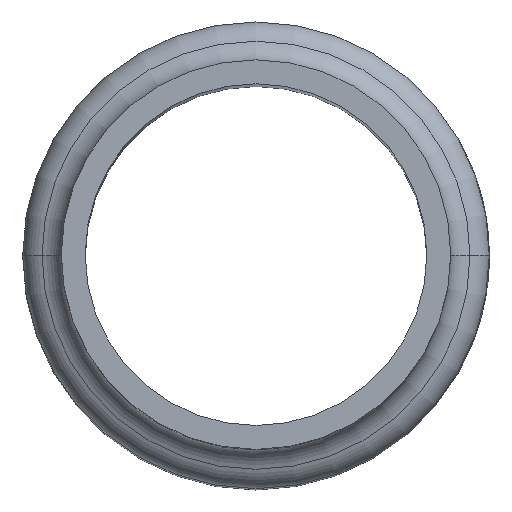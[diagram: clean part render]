
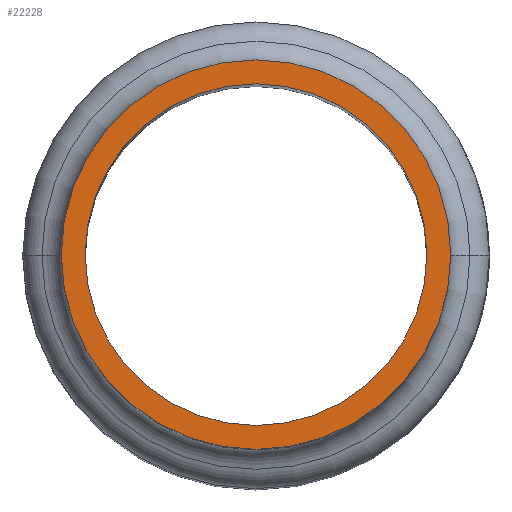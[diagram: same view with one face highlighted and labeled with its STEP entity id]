
A CAD part, top view. The second image highlights one B-rep face of the part: STEP entity #22228.
In plain terms, the highlighted planar face has unit normal (0, 0, 1).
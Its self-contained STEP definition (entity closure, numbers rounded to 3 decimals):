
#426 = ORIENTED_EDGE ( 'NONE', *, *, #20514, .F. ) ;
#437 = EDGE_LOOP ( 'NONE', ( #16059, #4039 ) ) ;
#498 = AXIS2_PLACEMENT_3D ( 'NONE', #3746, #5921, #1272 ) ;
#549 = VERTEX_POINT ( 'NONE', #3200 ) ;
#926 = FACE_BOUND ( 'NONE', #10590, .T. ) ;
#1272 = DIRECTION ( 'NONE',  ( 1., 0., 0. ) ) ;
#1660 = DIRECTION ( 'NONE',  ( 0., 0., 1. ) ) ;
#3200 = CARTESIAN_POINT ( 'NONE',  ( -18.6, 0., 0. ) ) ;
#3355 = CIRCLE ( 'NONE', #25357, 21.2 ) ;
#3746 = CARTESIAN_POINT ( 'NONE',  ( 0., 0., 0. ) ) ;
#4039 = ORIENTED_EDGE ( 'NONE', *, *, #18528, .T. ) ;
#4110 = DIRECTION ( 'NONE',  ( 1., 0., 0. ) ) ;
#4906 = PLANE ( 'NONE',  #24933 ) ;
#5752 = CIRCLE ( 'NONE', #498, 21.2 ) ;
#5767 = DIRECTION ( 'NONE',  ( 1., 0., 0. ) ) ;
#5921 = DIRECTION ( 'NONE',  ( 0., 0., 1. ) ) ;
#8904 = CARTESIAN_POINT ( 'NONE',  ( 0., 19.6, 0. ) ) ;
#9307 = DIRECTION ( 'NONE',  ( -1., 0., 0. ) ) ;
#9755 = CARTESIAN_POINT ( 'NONE',  ( -21.2, 0., 0. ) ) ;
#10590 = EDGE_LOOP ( 'NONE', ( #14748, #426 ) ) ;
#11281 = CIRCLE ( 'NONE', #26708, 18.6 ) ;
#12107 = VERTEX_POINT ( 'NONE', #13780 ) ;
#12852 = VERTEX_POINT ( 'NONE', #9755 ) ;
#13024 = CIRCLE ( 'NONE', #16553, 18.6 ) ;
#13780 = CARTESIAN_POINT ( 'NONE',  ( 18.6, 0., 0. ) ) ;
#14169 = DIRECTION ( 'NONE',  ( 0., 0., 1. ) ) ;
#14465 = CARTESIAN_POINT ( 'NONE',  ( 0., 0., 0. ) ) ;
#14748 = ORIENTED_EDGE ( 'NONE', *, *, #21340, .F. ) ;
#14867 = CARTESIAN_POINT ( 'NONE',  ( 0., 0., 0. ) ) ;
#15533 = VERTEX_POINT ( 'NONE', #22499 ) ;
#16059 = ORIENTED_EDGE ( 'NONE', *, *, #21051, .T. ) ;
#16553 = AXIS2_PLACEMENT_3D ( 'NONE', #14867, #16669, #4110 ) ;
#16669 = DIRECTION ( 'NONE',  ( 0., 0., 1. ) ) ;
#18528 = EDGE_CURVE ( 'NONE', #12852, #15533, #5752, .T. ) ;
#20123 = DIRECTION ( 'NONE',  ( 1., 0., 0. ) ) ;
#20514 = EDGE_CURVE ( 'NONE', #549, #12107, #13024, .T. ) ;
#21051 = EDGE_CURVE ( 'NONE', #15533, #12852, #3355, .T. ) ;
#21340 = EDGE_CURVE ( 'NONE', #12107, #549, #11281, .T. ) ;
#22006 = DIRECTION ( 'NONE',  ( 0., 0., -1. ) ) ;
#22228 = ADVANCED_FACE ( 'NONE', ( #926, #24073 ), #4906, .F. ) ;
#22499 = CARTESIAN_POINT ( 'NONE',  ( 21.2, 0., 0. ) ) ;
#24073 = FACE_OUTER_BOUND ( 'NONE', #437, .T. ) ;
#24933 = AXIS2_PLACEMENT_3D ( 'NONE', #8904, #22006, #9307 ) ;
#25357 = AXIS2_PLACEMENT_3D ( 'NONE', #14465, #1660, #5767 ) ;
#26708 = AXIS2_PLACEMENT_3D ( 'NONE', #26844, #14169, #20123 ) ;
#26844 = CARTESIAN_POINT ( 'NONE',  ( 0., 0., 0. ) ) ;
